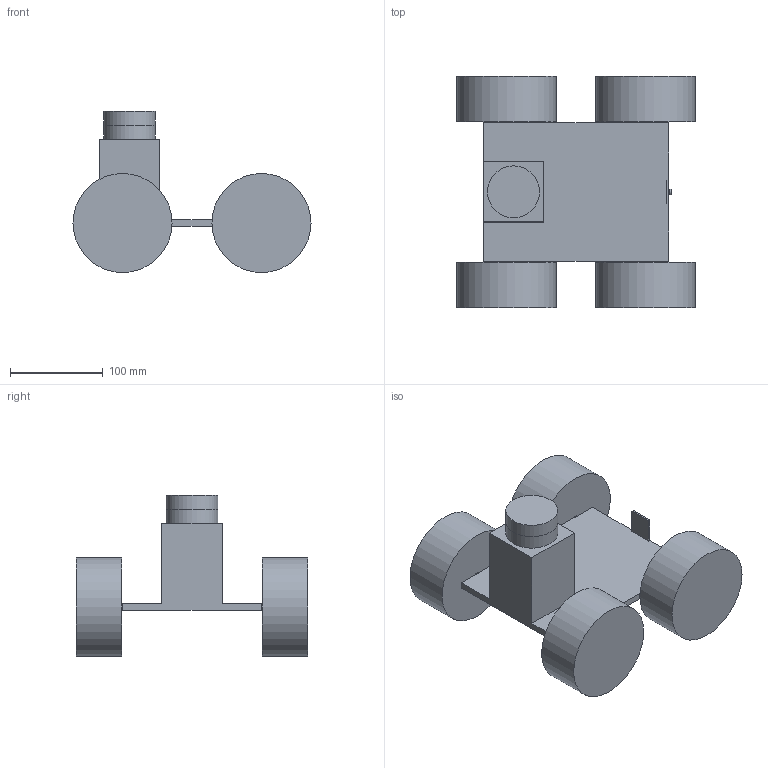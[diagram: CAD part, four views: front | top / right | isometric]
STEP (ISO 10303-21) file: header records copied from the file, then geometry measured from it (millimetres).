
FILE_DESCRIPTION(/* description */ (''),/* implementation_level */ '2;1');
FILE_NAME(/* name */ 'smt_model_gazebo.step',/* time_stamp */ '2023-04-04T21:22:09+02:00',/* author */ (''),/* organization */ (''),/* preprocessor_version */ 'ST-DEVELOPER v19.2',/* originating_system */ 'Autodesk Translation Framework v12.4.0.73',/* authorisation */ '');
FILE_SCHEMA (('AUTOMOTIVE_DESIGN { 1 0 10303 214 3 1 1 }'));
Length unit declared in the file: millimetre
Products named in the file (8): smt_model_gazebo; base_link; lidar; wheel_right_back; wheel_right_front; wheel_left_back; wheel_left_front; cam
Assembly tree (7 placements, depth 2):
  smt_model_gazebo
    base_link
    lidar
    wheel_right_back
    wheel_right_front
    wheel_left_back
    wheel_left_front
    cam
Bounding box: 257 x 250 x 174 mm (x, y, z)
Volume: 2415504.8 mm3; surface area: 237214 mm2
Topology: 7 solids, 7 shells, 48 faces, 88 edges, 56 vertices
Faces by surface type: plane 36, cylinder 12
Full cylindrical faces by diameter (mm): 6 x2, 7 x4, 56 x2, 107 x4
Entity records: 1432 total; most frequent: DIRECTION 246, CARTESIAN_POINT 207, ORIENTED_EDGE 176, AXIS2_PLACEMENT_3D 95, EDGE_CURVE 88, LINE 56, VECTOR 56, VERTEX_POINT 56
